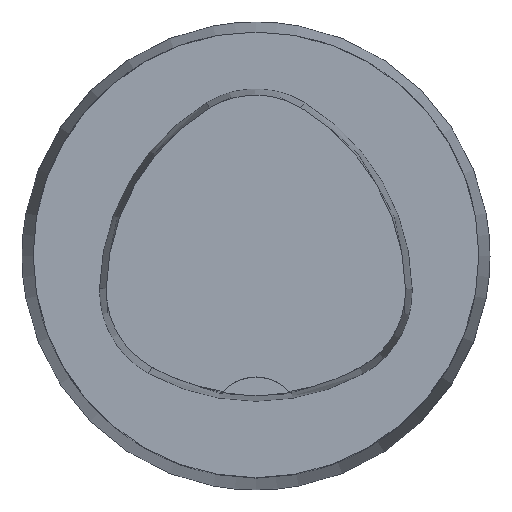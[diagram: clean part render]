
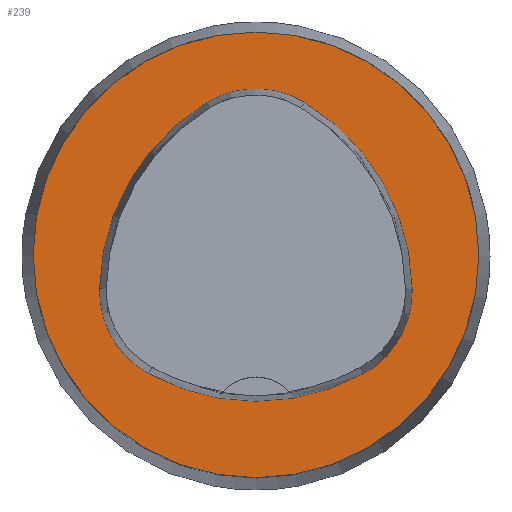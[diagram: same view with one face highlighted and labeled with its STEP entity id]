
A CAD part, top view. The second image highlights one B-rep face of the part: STEP entity #239.
In plain terms, the highlighted planar face has unit normal (0, 0, 1).
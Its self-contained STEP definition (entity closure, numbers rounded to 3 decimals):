
#172=PLANE('',#815);
#239=ADVANCED_FACE('',(#296,#297),#172,.T.);
#296=FACE_BOUND('',#352,.T.);
#297=FACE_BOUND('',#353,.T.);
#352=EDGE_LOOP('',(#450,#451,#452,#453,#454,#455));
#353=EDGE_LOOP('',(#456));
#450=ORIENTED_EDGE('',*,*,#596,.T.);
#451=ORIENTED_EDGE('',*,*,#597,.T.);
#452=ORIENTED_EDGE('',*,*,#598,.T.);
#453=ORIENTED_EDGE('',*,*,#599,.T.);
#454=ORIENTED_EDGE('',*,*,#600,.T.);
#455=ORIENTED_EDGE('',*,*,#601,.T.);
#456=ORIENTED_EDGE('',*,*,#595,.F.);
#534=VERTEX_POINT('',#1211);
#535=VERTEX_POINT('',#1214);
#536=VERTEX_POINT('',#1215);
#537=VERTEX_POINT('',#1217);
#538=VERTEX_POINT('',#1219);
#539=VERTEX_POINT('',#1221);
#540=VERTEX_POINT('',#1223);
#595=EDGE_CURVE('',#534,#534,#635,.T.);
#596=EDGE_CURVE('',#535,#536,#636,.T.);
#597=EDGE_CURVE('',#536,#537,#637,.T.);
#598=EDGE_CURVE('',#537,#538,#638,.T.);
#599=EDGE_CURVE('',#538,#539,#639,.T.);
#600=EDGE_CURVE('',#539,#540,#640,.T.);
#601=EDGE_CURVE('',#540,#535,#641,.T.);
#635=CIRCLE('',#807,20.);
#636=CIRCLE('',#809,8.5);
#637=CIRCLE('',#810,20.);
#638=CIRCLE('',#811,8.5);
#639=CIRCLE('',#812,20.);
#640=CIRCLE('',#813,8.5);
#641=CIRCLE('',#814,20.);
#807=AXIS2_PLACEMENT_3D('',#1210,#979,#980);
#809=AXIS2_PLACEMENT_3D('',#1213,#983,#984);
#810=AXIS2_PLACEMENT_3D('',#1216,#985,#986);
#811=AXIS2_PLACEMENT_3D('',#1218,#987,#988);
#812=AXIS2_PLACEMENT_3D('',#1220,#989,#990);
#813=AXIS2_PLACEMENT_3D('',#1222,#991,#992);
#814=AXIS2_PLACEMENT_3D('',#1224,#993,#994);
#815=AXIS2_PLACEMENT_3D('',#1225,#995,#996);
#979=DIRECTION('',(0.,0.,-1.));
#980=DIRECTION('',(-1.,0.,0.));
#983=DIRECTION('',(0.,0.,-1.));
#984=DIRECTION('',(-1.,0.,0.));
#985=DIRECTION('',(0.,0.,-1.));
#986=DIRECTION('',(-1.,0.,0.));
#987=DIRECTION('',(0.,0.,-1.));
#988=DIRECTION('',(-1.,0.,0.));
#989=DIRECTION('',(0.,0.,-1.));
#990=DIRECTION('',(-1.,0.,0.));
#991=DIRECTION('',(0.,0.,-1.));
#992=DIRECTION('',(-1.,0.,0.));
#993=DIRECTION('',(0.,0.,-1.));
#994=DIRECTION('',(-1.,0.,0.));
#995=DIRECTION('',(0.,0.,1.));
#996=DIRECTION('',(1.,0.,0.));
#1210=CARTESIAN_POINT('',(0.,0.,0.));
#1211=CARTESIAN_POINT('',(-20.,0.,0.));
#1213=CARTESIAN_POINT('',(-5.543,-3.2,0.));
#1214=CARTESIAN_POINT('',(-9.655,-10.639,0.));
#1215=CARTESIAN_POINT('',(-14.041,-3.042,0.));
#1216=CARTESIAN_POINT('',(5.955,-3.414,0.));
#1217=CARTESIAN_POINT('',(-4.472,13.653,0.));
#1218=CARTESIAN_POINT('',(-0.04,6.4,0.));
#1219=CARTESIAN_POINT('',(4.347,13.68,0.));
#1220=CARTESIAN_POINT('',(-5.976,-3.45,0.));
#1221=CARTESIAN_POINT('',(14.021,-3.075,0.));
#1222=CARTESIAN_POINT('',(5.522,-3.235,0.));
#1223=CARTESIAN_POINT('',(9.588,-10.699,0.));
#1224=CARTESIAN_POINT('',(0.022,6.864,0.));
#1225=CARTESIAN_POINT('',(0.,0.,0.));
